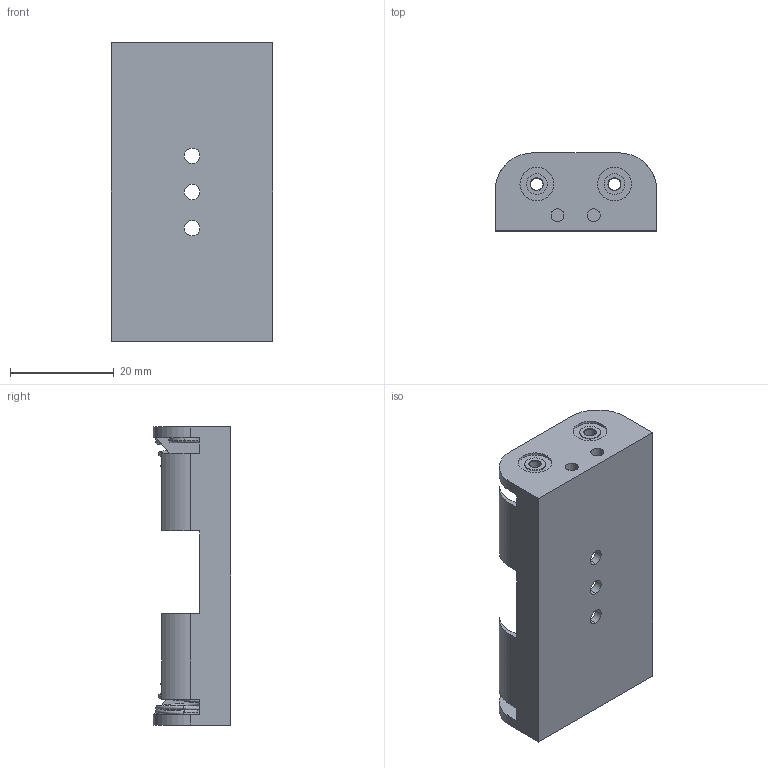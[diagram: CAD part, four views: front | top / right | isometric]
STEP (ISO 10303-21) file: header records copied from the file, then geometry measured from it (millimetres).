
FILE_DESCRIPTION (( 'STEP AP214' ), '1' );
FILE_NAME ('User Library-HH-3632_4upload.STEP', '2017-05-19T10:54:08', ( 'Windows User' ), ( '' ), 'SwSTEP 2.0', 'SolidWorks 2017', '' );
FILE_SCHEMA (( 'AUTOMOTIVE_DESIGN' ));
Length unit declared in the file: millimetre
Products named in the file (4): User Library-HH-3632_4upload_Body; User Library-HH-3632_4upload_Springs; User Library-HH-3632_4upload_Contacts; User Library-HH-3632_4upload
Assembly tree (3 placements, depth 2):
  User Library-HH-3632_4upload
    User Library-HH-3632_4upload_Contacts
    User Library-HH-3632_4upload_Springs
    User Library-HH-3632_4upload_Body
Bounding box: 31.19 x 15.01 x 57.6 mm (x, y, z)
Volume: 5513 mm3; surface area: 9035.9 mm2
Topology: 11 solids, 11 shells, 311 faces, 844 edges, 560 vertices
Faces by surface type: bspline 115, plane 111, cylinder 85
Entity records: 20551 total; most frequent: CARTESIAN_POINT 9672, ORIENTED_EDGE 1688, DIRECTION 1171, EDGE_CURVE 844, VERTEX_POINT 560, VECTOR 417, LINE 417, AXIS2_PLACEMENT_3D 377
